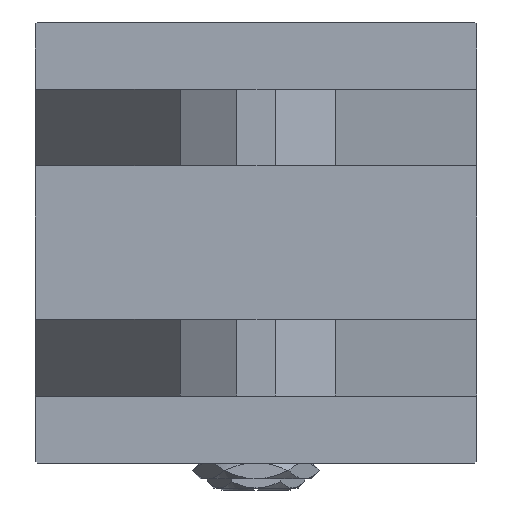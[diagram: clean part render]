
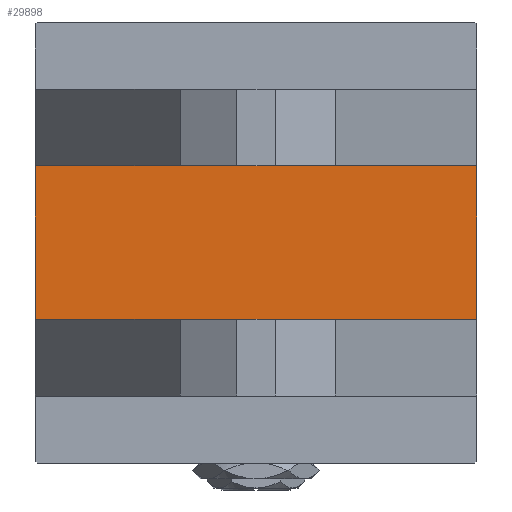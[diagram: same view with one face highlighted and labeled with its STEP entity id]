
A CAD part, left-side view. The second image highlights one B-rep face of the part: STEP entity #29898.
In plain terms, the highlighted planar face has unit normal (-1, 0, 0).
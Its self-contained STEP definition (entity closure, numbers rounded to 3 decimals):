
#1585 = DIRECTION ( 'NONE',  ( 0., -1., 0. ) ) ;
#4300 = CARTESIAN_POINT ( 'NONE',  ( 0., -20., -57.5 ) ) ;
#5092 = CARTESIAN_POINT ( 'NONE',  ( 0., 20., 57.5 ) ) ;
#5332 = VERTEX_POINT ( 'NONE', #5092 ) ;
#7490 = DIRECTION ( 'NONE',  ( 0., 0., -1. ) ) ;
#8370 = ORIENTED_EDGE ( 'NONE', *, *, #14776, .T. ) ;
#10235 = EDGE_LOOP ( 'NONE', ( #48108, #40184, #20881, #8370 ) ) ;
#13224 = VERTEX_POINT ( 'NONE', #4300 ) ;
#13621 = VECTOR ( 'NONE', #52350, 1000. ) ;
#13671 = VERTEX_POINT ( 'NONE', #16246 ) ;
#14776 = EDGE_CURVE ( 'NONE', #5332, #13671, #24254, .T. ) ;
#15813 = DIRECTION ( 'NONE',  ( 0., 0., 1. ) ) ;
#16246 = CARTESIAN_POINT ( 'NONE',  ( 0., 20., -57.5 ) ) ;
#18011 = CARTESIAN_POINT ( 'NONE',  ( 0., 57.5, 57.5 ) ) ;
#20592 = VECTOR ( 'NONE', #1585, 1000. ) ;
#20881 = ORIENTED_EDGE ( 'NONE', *, *, #24338, .F. ) ;
#20948 = LINE ( 'NONE', #33117, #42451 ) ;
#22207 = VERTEX_POINT ( 'NONE', #37830 ) ;
#23218 = AXIS2_PLACEMENT_3D ( 'NONE', #31178, #47329, #15813 ) ;
#23499 = PLANE ( 'NONE',  #23218 ) ;
#24254 = LINE ( 'NONE', #39361, #13621 ) ;
#24338 = EDGE_CURVE ( 'NONE', #5332, #22207, #33896, .T. ) ;
#29898 = ADVANCED_FACE ( 'NONE', ( #52116 ), #23499, .T. ) ;
#31178 = CARTESIAN_POINT ( 'NONE',  ( 0., 0., 0. ) ) ;
#33117 = CARTESIAN_POINT ( 'NONE',  ( 0., 57.5, -57.5 ) ) ;
#33896 = LINE ( 'NONE', #18011, #20592 ) ;
#34209 = EDGE_CURVE ( 'NONE', #13671, #13224, #20948, .T. ) ;
#36616 = LINE ( 'NONE', #39789, #45960 ) ;
#37091 = DIRECTION ( 'NONE',  ( 0., -1., 0. ) ) ;
#37830 = CARTESIAN_POINT ( 'NONE',  ( 0., -20., 57.5 ) ) ;
#39361 = CARTESIAN_POINT ( 'NONE',  ( 0., 20., 57.5 ) ) ;
#39789 = CARTESIAN_POINT ( 'NONE',  ( 0., -20., 57.5 ) ) ;
#40184 = ORIENTED_EDGE ( 'NONE', *, *, #42145, .F. ) ;
#42145 = EDGE_CURVE ( 'NONE', #22207, #13224, #36616, .T. ) ;
#42451 = VECTOR ( 'NONE', #37091, 1000. ) ;
#45960 = VECTOR ( 'NONE', #7490, 1000. ) ;
#47329 = DIRECTION ( 'NONE',  ( -1., 0., 0. ) ) ;
#48108 = ORIENTED_EDGE ( 'NONE', *, *, #34209, .T. ) ;
#52116 = FACE_OUTER_BOUND ( 'NONE', #10235, .T. ) ;
#52350 = DIRECTION ( 'NONE',  ( 0., 0., -1. ) ) ;
